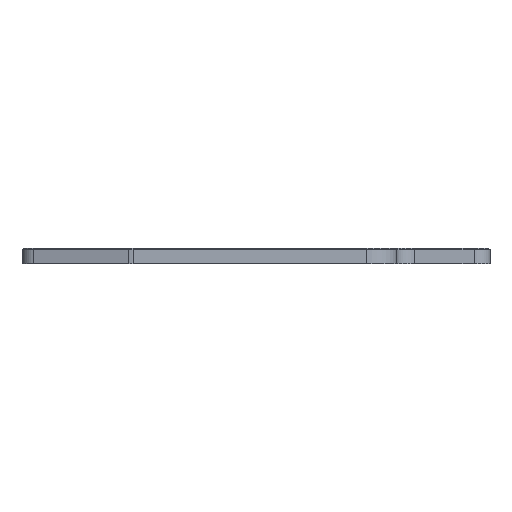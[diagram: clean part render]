
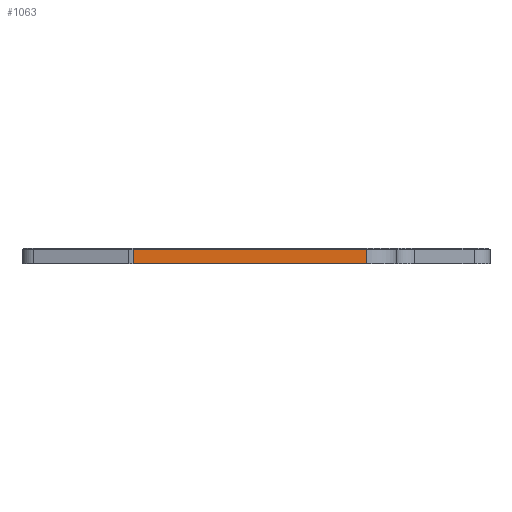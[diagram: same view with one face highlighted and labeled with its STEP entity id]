
A CAD part, left-side view. The second image highlights one B-rep face of the part: STEP entity #1063.
In plain terms, the highlighted planar face has unit normal (-1, 0, 0).
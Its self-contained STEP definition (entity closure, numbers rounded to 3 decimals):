
#11 = CARTESIAN_POINT ( 'NONE',  ( -40.731, 15.562, 1. ) ) ;
#139 = VECTOR ( 'NONE', #1401, 1000. ) ;
#170 = CARTESIAN_POINT ( 'NONE',  ( -40.731, 15.562, 0. ) ) ;
#207 = LINE ( 'NONE', #969, #303 ) ;
#226 = LINE ( 'NONE', #344, #405 ) ;
#289 = ORIENTED_EDGE ( 'NONE', *, *, #376, .F. ) ;
#296 = EDGE_LOOP ( 'NONE', ( #1030, #690, #1542, #289 ) ) ;
#303 = VECTOR ( 'NONE', #1453, 1000. ) ;
#344 = CARTESIAN_POINT ( 'NONE',  ( -40.731, 30.35, 1. ) ) ;
#376 = EDGE_CURVE ( 'NONE', #805, #1354, #1286, .T. ) ;
#405 = VECTOR ( 'NONE', #477, 1000. ) ;
#417 = CARTESIAN_POINT ( 'NONE',  ( -40.731, 30.35, 0.9 ) ) ;
#477 = DIRECTION ( 'NONE',  ( 0., 0., -1. ) ) ;
#480 = CARTESIAN_POINT ( 'NONE',  ( -40.731, 22.95, 0. ) ) ;
#488 = DIRECTION ( 'NONE',  ( 1., 0., 0. ) ) ;
#522 = DIRECTION ( 'NONE',  ( 0., 0., -1. ) ) ;
#560 = VERTEX_POINT ( 'NONE', #1257 ) ;
#603 = LINE ( 'NONE', #480, #139 ) ;
#662 = EDGE_CURVE ( 'NONE', #560, #1354, #603, .T. ) ;
#690 = ORIENTED_EDGE ( 'NONE', *, *, #1446, .T. ) ;
#756 = DIRECTION ( 'NONE',  ( 0., 0., -1. ) ) ;
#778 = VECTOR ( 'NONE', #522, 1000. ) ;
#789 = CARTESIAN_POINT ( 'NONE',  ( -40.731, 15.562, 0.9 ) ) ;
#805 = VERTEX_POINT ( 'NONE', #789 ) ;
#969 = CARTESIAN_POINT ( 'NONE',  ( -40.731, 30.35, 0.9 ) ) ;
#1007 = CARTESIAN_POINT ( 'NONE',  ( -40.731, 22.95, 1. ) ) ;
#1024 = AXIS2_PLACEMENT_3D ( 'NONE', #1007, #488, #756 ) ;
#1030 = ORIENTED_EDGE ( 'NONE', *, *, #1607, .F. ) ;
#1063 = ADVANCED_FACE ( 'NONE', ( #1640 ), #1398, .F. ) ;
#1257 = CARTESIAN_POINT ( 'NONE',  ( -40.731, 30.35, 0. ) ) ;
#1276 = VERTEX_POINT ( 'NONE', #417 ) ;
#1286 = LINE ( 'NONE', #11, #778 ) ;
#1354 = VERTEX_POINT ( 'NONE', #170 ) ;
#1398 = PLANE ( 'NONE',  #1024 ) ;
#1401 = DIRECTION ( 'NONE',  ( 0., -1., 0. ) ) ;
#1446 = EDGE_CURVE ( 'NONE', #1276, #560, #226, .T. ) ;
#1453 = DIRECTION ( 'NONE',  ( 0., -1., 0. ) ) ;
#1542 = ORIENTED_EDGE ( 'NONE', *, *, #662, .T. ) ;
#1607 = EDGE_CURVE ( 'NONE', #1276, #805, #207, .T. ) ;
#1640 = FACE_OUTER_BOUND ( 'NONE', #296, .T. ) ;
